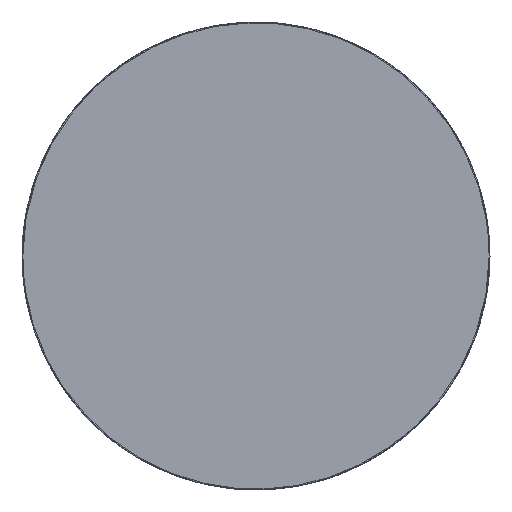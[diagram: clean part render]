
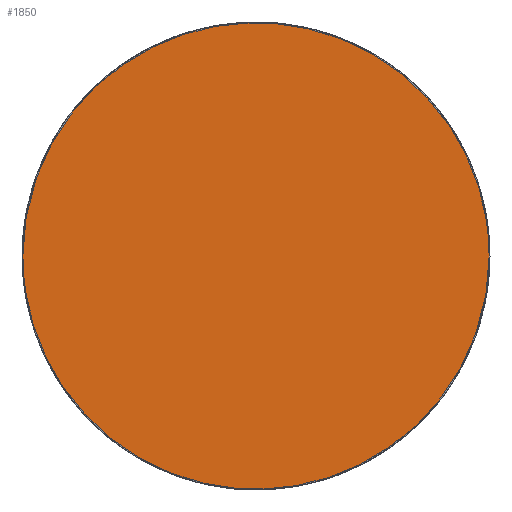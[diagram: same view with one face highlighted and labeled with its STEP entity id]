
A CAD part, top view. The second image highlights one B-rep face of the part: STEP entity #1850.
In plain terms, the highlighted planar face has unit normal (0, 0, -1).
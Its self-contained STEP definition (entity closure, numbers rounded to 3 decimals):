
#1850=ADVANCED_FACE('',(#3780),#29890,.T.);
#3780=FACE_OUTER_BOUND('',#5700,.T.);
#5700=EDGE_LOOP('',(#14712,#14713));
#14712=ORIENTED_EDGE('',*,*,#15886,.T.);
#14713=ORIENTED_EDGE('',*,*,#20038,.T.);
#15886=EDGE_CURVE('',#25543,#27892,#20507,.T.);
#20038=EDGE_CURVE('',#27892,#25543,#22916,.T.);
#20507=(
BOUNDED_CURVE()
B_SPLINE_CURVE(2,(#74750,#74751,#74752,#74753,#74754),.UNSPECIFIED.,.F.,
 .F.)
B_SPLINE_CURVE_WITH_KNOTS((3,2,3),(-813.561,-610.171,-406.78),
 .UNSPECIFIED.)
CURVE()
GEOMETRIC_REPRESENTATION_ITEM()
RATIONAL_B_SPLINE_CURVE((1.,0.707,1.,0.707,1.))
REPRESENTATION_ITEM('')
);
#22916=(
BOUNDED_CURVE()
B_SPLINE_CURVE(2,(#91562,#91563,#91564,#91565,#91566),.UNSPECIFIED.,.F.,
 .F.)
B_SPLINE_CURVE_WITH_KNOTS((3,2,3),(-406.78,-203.39,
0.),.UNSPECIFIED.)
CURVE()
GEOMETRIC_REPRESENTATION_ITEM()
RATIONAL_B_SPLINE_CURVE((1.,0.707,1.,0.707,1.))
REPRESENTATION_ITEM('')
);
#25543=VERTEX_POINT('',#72221);
#27892=VERTEX_POINT('',#74570);
#29890=PLANE('',#30386);
#30386=AXIS2_PLACEMENT_3D('',#71838,#30798,$);
#30798=DIRECTION('',(0.,0.,-1.));
#71838=CARTESIAN_POINT('',(-132.072,130.614,-16.761));
#72221=CARTESIAN_POINT('',(129.482,-1.458,-16.761));
#74570=CARTESIAN_POINT('',(-129.482,-1.458,-16.761));
#74750=CARTESIAN_POINT('',(129.482,-1.458,-16.761));
#74751=CARTESIAN_POINT('',(129.482,-130.941,-16.761));
#74752=CARTESIAN_POINT('',(0.,-130.941,-16.761));
#74753=CARTESIAN_POINT('',(-129.482,-130.941,-16.761));
#74754=CARTESIAN_POINT('',(-129.482,-1.458,-16.761));
#91562=CARTESIAN_POINT('',(-129.482,-1.458,-16.761));
#91563=CARTESIAN_POINT('',(-129.482,128.024,-16.761));
#91564=CARTESIAN_POINT('',(0.,128.024,-16.761));
#91565=CARTESIAN_POINT('',(129.482,128.024,-16.761));
#91566=CARTESIAN_POINT('',(129.482,-1.458,-16.761));
